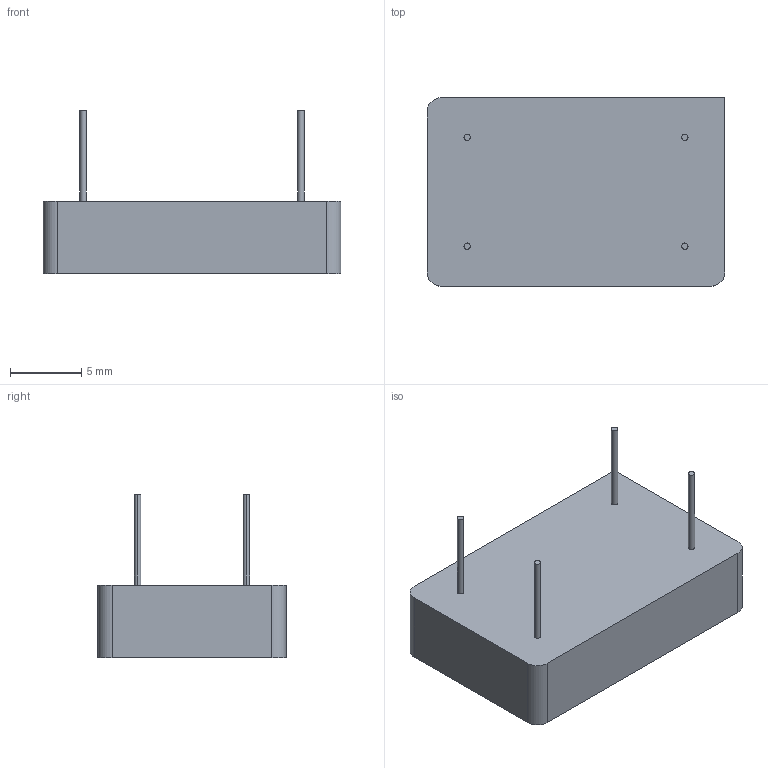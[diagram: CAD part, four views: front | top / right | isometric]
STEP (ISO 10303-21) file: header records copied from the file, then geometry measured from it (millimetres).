
FILE_DESCRIPTION (( 'STEP AP203' ), '1' );
FILE_NAME ('ecs100x_clockoscillator.STEP', '2017-02-25T15:55:48', ( 'Alex' ), ( '' ), 'SwSTEP 2.0', 'SolidWorks 2016', '' );
FILE_SCHEMA (( 'CONFIG_CONTROL_DESIGN' ));
Length unit declared in the file: millimetre
Products named in the file (1): ecs100x_clockoscillator
Bounding box: 20.86 x 13.2 x 11.43 mm (x, y, z)
Volume: 1399.6 mm3; surface area: 924.8 mm2
Topology: 1 solids, 1 shells, 21 faces, 45 edges, 30 vertices
Faces by surface type: cylinder 11, plane 10
Entity records: 658 total; most frequent: DIRECTION 111, CARTESIAN_POINT 97, ORIENTED_EDGE 90, EDGE_CURVE 45, AXIS2_PLACEMENT_3D 44, VERTEX_POINT 30, EDGE_LOOP 25, LINE 23
